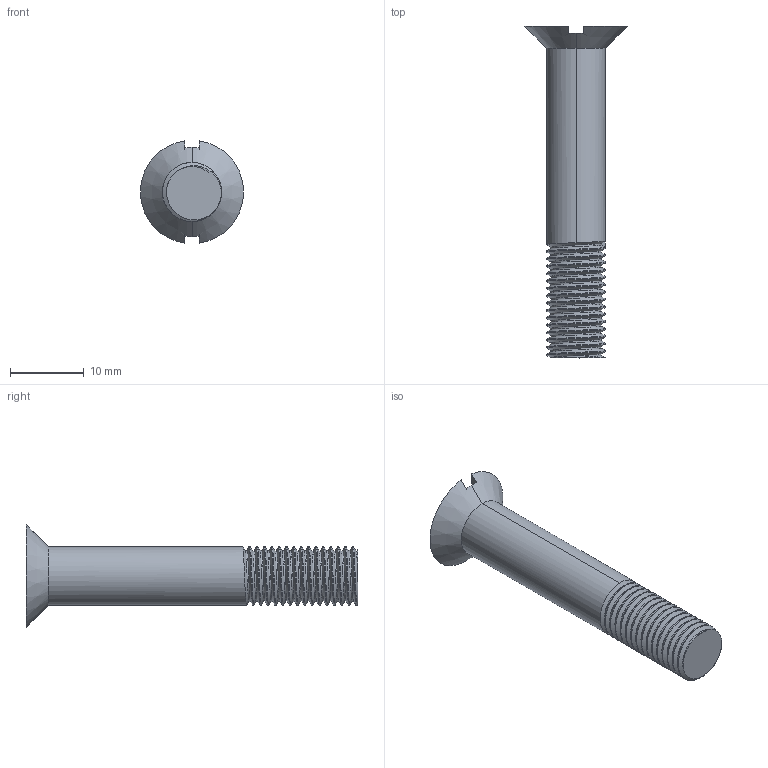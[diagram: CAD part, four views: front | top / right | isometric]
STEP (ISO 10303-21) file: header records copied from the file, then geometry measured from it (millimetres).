
FILE_DESCRIPTION (( 'STEP AP214' ), '1' );
FILE_NAME ('Screw M8.STEP', '2025-02-11T19:55:48', ( '' ), ( '' ), 'SwSTEP 2.0', 'SolidWorks 2024', '' );
FILE_SCHEMA (( 'AUTOMOTIVE_DESIGN' ));
Length unit declared in the file: millimetre
Products named in the file (1): Screw M8
Bounding box: 13.95 x 45 x 13.86 mm (x, y, z)
Volume: 2266.3 mm3; surface area: 1611.6 mm2
Topology: 1 solids, 1 shells, 44 faces, 124 edges, 82 vertices
Faces by surface type: cylinder 32, plane 7, bspline 3, cone 2
Entity records: 3899 total; most frequent: CARTESIAN_POINT 2950, ORIENTED_EDGE 248, DIRECTION 144, EDGE_CURVE 124, VERTEX_POINT 82, AXIS2_PLACEMENT_3D 51, EDGE_LOOP 44, ADVANCED_FACE 44
